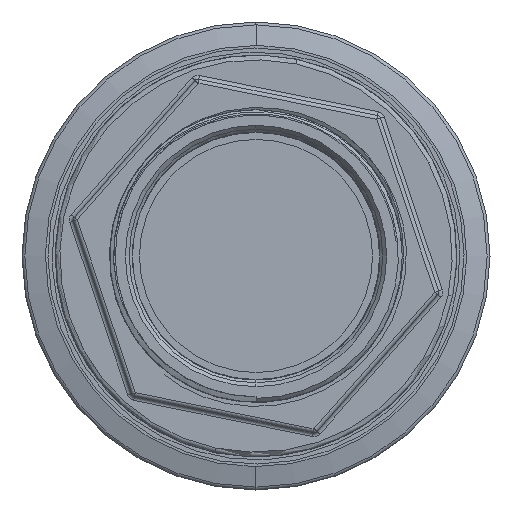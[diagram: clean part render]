
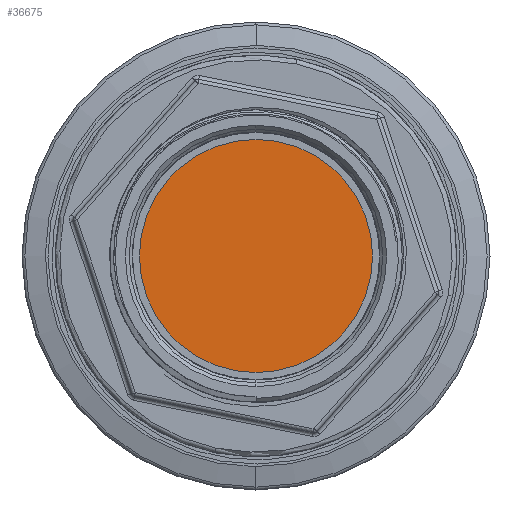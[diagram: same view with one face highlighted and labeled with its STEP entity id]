
A CAD part, front view. The second image highlights one B-rep face of the part: STEP entity #36675.
In plain terms, the highlighted planar face has unit normal (0, -1, 0).
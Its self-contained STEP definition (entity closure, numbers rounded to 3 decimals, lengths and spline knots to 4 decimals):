
#6270=CARTESIAN_POINT('',(-0.3321,-4.2672,0.));
#6271=DIRECTION('',(0.,1.,0.));
#6272=DIRECTION('',(0.,0.,1.));
#6273=AXIS2_PLACEMENT_3D('',#6270,#6271,#6272);
#6275=CARTESIAN_POINT('',(-0.3321,-4.2672,0.));
#6276=DIRECTION('',(0.,-1.,0.));
#6277=DIRECTION('',(0.,0.,1.));
#6278=AXIS2_PLACEMENT_3D('',#6275,#6276,#6277);
#7069=CARTESIAN_POINT('',(-0.3321,-4.2672,
0.5882));
#7070=CARTESIAN_POINT('',(-0.3321,-4.2672,
-0.5882));
#7071=VERTEX_POINT('',#7069);
#7072=VERTEX_POINT('',#7070);
#36666=CARTESIAN_POINT('',(-0.3321,-4.2672,0.));
#36667=DIRECTION('',(0.,-1.,0.));
#36668=DIRECTION('',(0.,0.,1.));
#36669=AXIS2_PLACEMENT_3D('',#36666,#36667,#36668);
#36670=PLANE('',#36669);
#36671=ORIENTED_EDGE('',*,*,#36068,.T.);
#36672=ORIENTED_EDGE('',*,*,#36392,.F.);
#36673=EDGE_LOOP('',(#36671,#36672));
#36674=FACE_OUTER_BOUND('',#36673,.F.);
#36675=ADVANCED_FACE('',(#36674),#36670,.T.);
#6274=CIRCLE('',#6273,0.5882);
#6279=CIRCLE('',#6278,0.5882);
#36068=EDGE_CURVE('',#7071,#7072,#6274,.T.);
#36392=EDGE_CURVE('',#7071,#7072,#6279,.T.);
